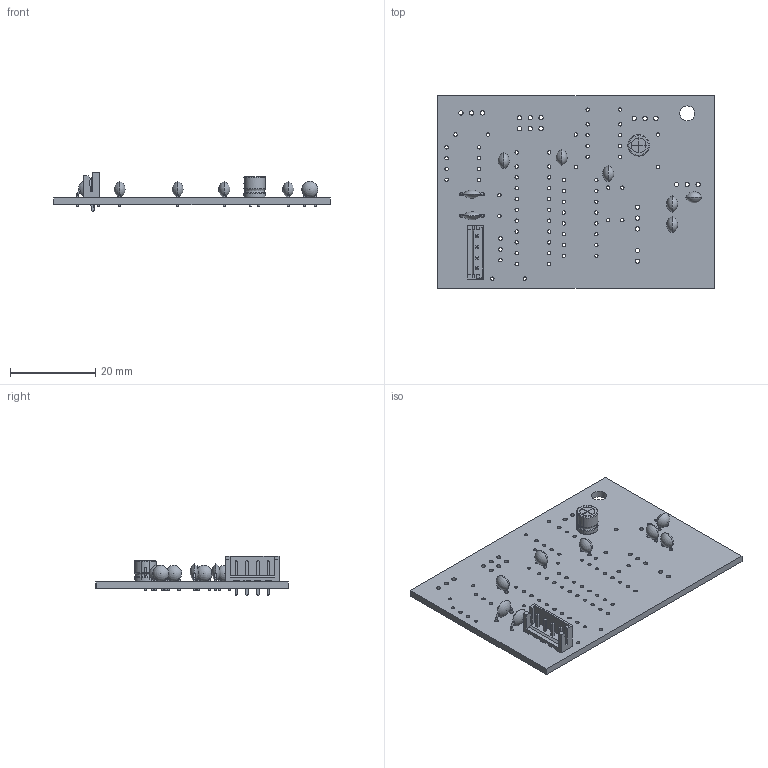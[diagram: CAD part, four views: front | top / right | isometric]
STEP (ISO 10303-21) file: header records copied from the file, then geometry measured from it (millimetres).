
FILE_DESCRIPTION(('FreeCAD Model'),'2;1');
FILE_NAME('PCB.step', '2018-01-15T15:40:54',('kicad StepUp'),('ksu MCAD'), 'Open CASCADE STEP processor 6.8','FreeCAD','Unknown');
FILE_SCHEMA(('AUTOMOTIVE_DESIGN_CC2 { 1 2 10303 214 -1 1 5 4 }'));
Length unit declared in the file: millimetre
Products named in the file (12): ASSEMBLY; Pcb; B04B_EH_A_; CP_Radial_D50mm_P200mm_; C_Disc_D43mm_W19mm_P500mm_; C_Disc_D38mm_W26mm_P250mm_; C_Disc_D38mm_W26mm_P250mm_001; C_Disc_D38mm_W26mm_P250mm_002; C_Disc_D43mm_W19mm_P500mm_001; C_Disc_D38mm_W26mm_P250mm_003; C_Disc_D38mm_W26mm_P250mm_004; C_Disc_D38mm_W26mm_P250mm_005
Assembly tree (11 placements, depth 2):
  ASSEMBLY
    Pcb
    B04B_EH_A_
    CP_Radial_D50mm_P200mm_
    C_Disc_D43mm_W19mm_P500mm_
    C_Disc_D38mm_W26mm_P250mm_
    C_Disc_D38mm_W26mm_P250mm_001
    C_Disc_D38mm_W26mm_P250mm_002
    C_Disc_D43mm_W19mm_P500mm_001
    C_Disc_D38mm_W26mm_P250mm_003
    C_Disc_D38mm_W26mm_P250mm_004
    C_Disc_D38mm_W26mm_P250mm_005
Bounding box: 64.9 x 45.21 x 9.2 mm (x, y, z)
Volume: 4926.3 mm3; surface area: 7470.7 mm2
Topology: 11 solids, 12 shells, 378 faces, 1033 edges, 673 vertices
Faces by surface type: plane 172, cylinder 149, revolution 33, sphere 16, bspline 6, torus 2
Full cylindrical faces by diameter (mm): 0.5 x22, 0.8 x89, 0.813 x2, 0.9 x4, 1 x3, 1.001 x5, 1.016 x6, 1.02 x6, 3.5 x1
Entity records: 18541 total; most frequent: CARTESIAN_POINT 6339, DIRECTION 2098, ORIENTED_EDGE 2034, EDGE_CURVE 1017, AXIS2_PLACEMENT_3D 762, VERTEX_POINT 673, FACE_BOUND 620, EDGE_LOOP 620
